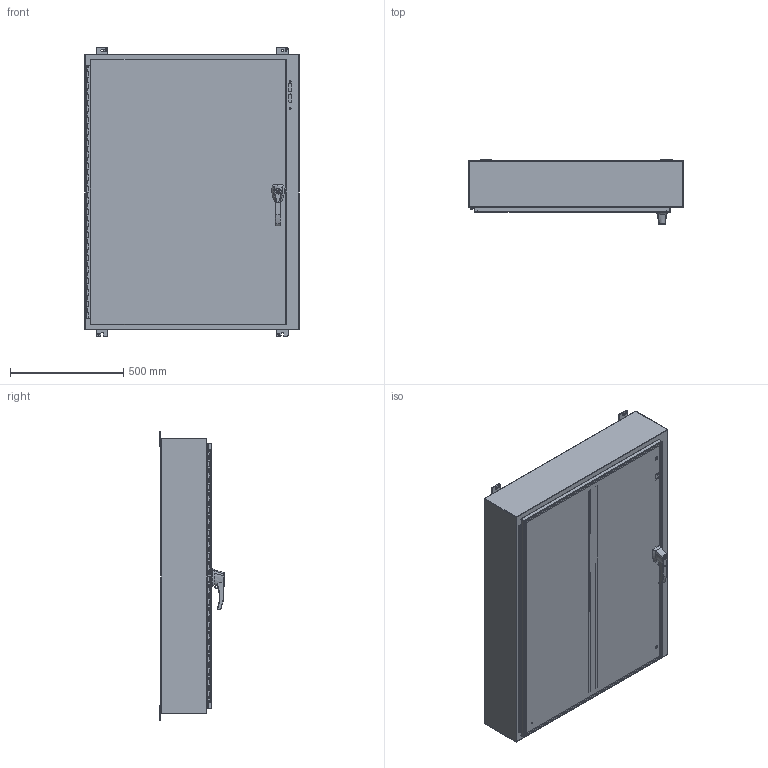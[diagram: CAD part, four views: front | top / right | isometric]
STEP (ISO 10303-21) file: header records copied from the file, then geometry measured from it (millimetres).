
FILE_DESCRIPTION (( 'STEP AP214' ), '1' );
FILE_NAME ('1447SK8HK.STEP', '2019-11-12T12:58:45', ( '' ), ( '' ), 'SwSTEP 2.0', 'SolidWorks 2019', '' );
FILE_SCHEMA (( 'AUTOMOTIVE_DESIGN' ));
Length unit declared in the file: millimetre
Products named in the file (1): 1447SK8HK
Bounding box: 949.33 x 283.9 x 1276.34 mm (x, y, z)
Volume: 9891324.2 mm3; surface area: 9917587.8 mm2
Topology: 69 solids, 70 shells, 1615 faces, 4040 edges, 2615 vertices
Faces by surface type: plane 995, cylinder 480, bspline 73, cone 35, torus 16, sphere 16
Full cylindrical faces by diameter (mm): 3.967 x2, 4.394 x2, 4.47 x6, 4.572 x2, 4.763 x1, 4.775 x2, 4.976 x2, 5.461 x2, 5.893 x1, 5.918 x1, 6.35 x15, 6.502 x2, 6.731 x3, 7.137 x4, 7.805 x4, 7.937 x2, 7.938 x6, 8.001 x2, 8.128 x1, 8.255 x1, 8.382 x8, 8.484 x1, 8.89 x1, 9.525 x15, 10.008 x2, 10.211 x2, 10.49 x3, 11.049 x2, 11.112 x4, 11.303 x4
Entity records: 100265 total; most frequent: CARTESIAN_POINT 45401, ORIENTED_EDGE 7592, DIRECTION 7569, EDGE_CURVE 3796, VERTEX_POINT 2590, AXIS2_PLACEMENT_3D 2529, VECTOR 2511, LINE 2511
